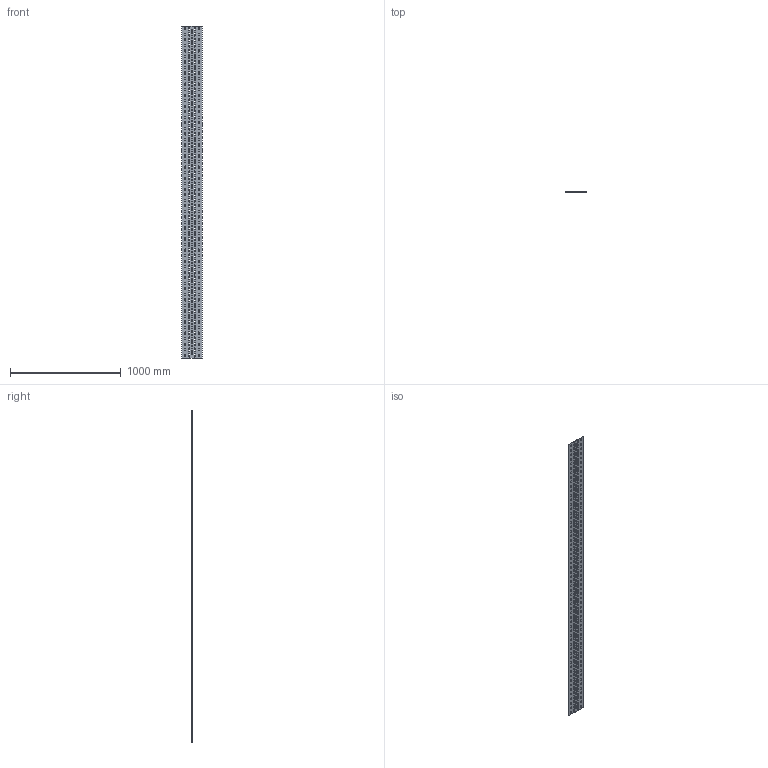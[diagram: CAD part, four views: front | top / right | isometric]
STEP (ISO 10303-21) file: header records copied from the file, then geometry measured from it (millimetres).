
FILE_DESCRIPTION (( 'STEP AP214' ), '1' );
FILE_NAME ('6103235.STP', '2017-03-21T10:42:58', ( '' ), ( '' ), 'SwSTEP 2.0', 'SolidWorks 2016', '' );
FILE_SCHEMA (( 'AUTOMOTIVE_DESIGN' ));
Length unit declared in the file: millimetre
Products named in the file (1): 6103235
Bounding box: 185 x 1 x 3000 mm (x, y, z)
Volume: 501248.1 mm3; surface area: 1027511.6 mm2
Topology: 1 solids, 1 shells, 1501 faces, 4497 edges, 2998 vertices
Faces by surface type: cylinder 897, plane 604
Entity records: 52515 total; most frequent: DIRECTION 9295, CARTESIAN_POINT 8997, ORIENTED_EDGE 8994, EDGE_CURVE 4497, AXIS2_PLACEMENT_3D 3296, VERTEX_POINT 2998, VECTOR 2703, LINE 2703
